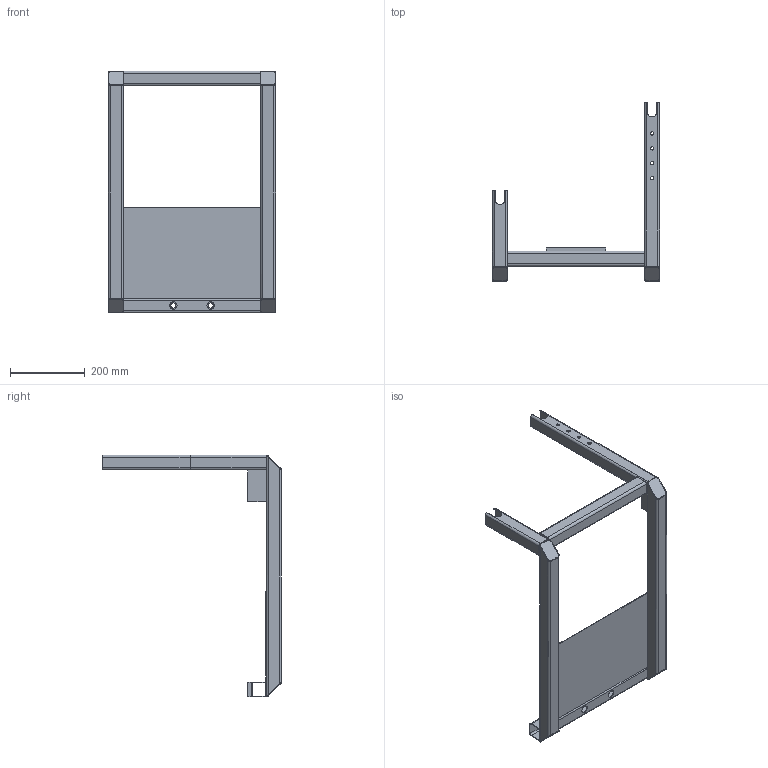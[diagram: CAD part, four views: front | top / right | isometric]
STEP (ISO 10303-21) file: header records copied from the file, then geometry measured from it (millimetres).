
FILE_DESCRIPTION (( 'STEP AP214' ), '1' );
FILE_NAME ('2181B118~1.STEP', '2021-04-29T17:36:08', ( '' ), ( '' ), 'SwSTEP 2.0', 'SolidWorks 2016', '' );
FILE_SCHEMA (( 'AUTOMOTIVE_DESIGN' ));
Length unit declared in the file: millimetre
Products named in the file (1): 2181B118~1
Bounding box: 447.03 x 477.5 x 647 mm (x, y, z)
Volume: 1056153.5 mm3; surface area: 1010526.5 mm2
Topology: 13 solids, 13 shells, 208 faces, 552 edges, 368 vertices
Faces by surface type: plane 112, cylinder 96
Entity records: 6698 total; most frequent: CARTESIAN_POINT 1225, ORIENTED_EDGE 1104, DIRECTION 1098, EDGE_CURVE 552, AXIS2_PLACEMENT_3D 369, VERTEX_POINT 368, LINE 360, VECTOR 360
